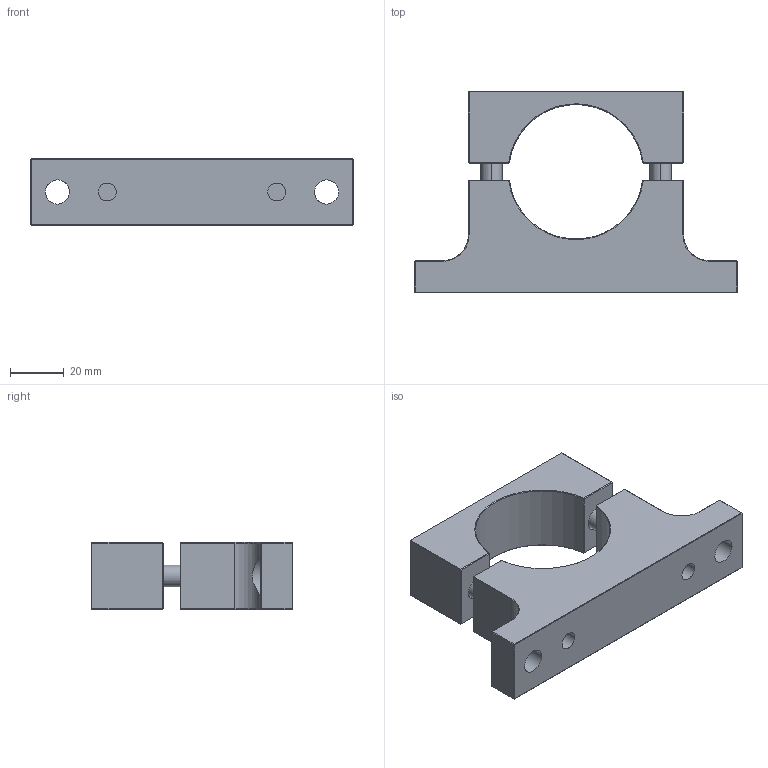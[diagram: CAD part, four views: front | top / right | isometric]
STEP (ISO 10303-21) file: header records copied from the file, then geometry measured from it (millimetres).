
FILE_DESCRIPTION (( 'STEP AP214' ), '1' );
FILE_NAME ('TMSSL-50M.step', '2017-08-09T18:02:34', ( '' ), ( '' ), 'SwSTEP 2.0', 'SolidWorks 2017', '' );
FILE_SCHEMA (( 'AUTOMOTIVE_DESIGN' ));
Length unit declared in the file: inch
Products named in the file (1): TMSSL-50M
Bounding box: 120 x 75 x 25 mm (x, y, z)
Volume: 105364.6 mm3; surface area: 29712.3 mm2
Topology: 4 solids, 4 shells, 169 faces, 357 edges, 202 vertices
Faces by surface type: plane 110, cylinder 31, cone 28
Entity records: 9434 total; most frequent: CARTESIAN_POINT 3659, ORIENTED_EDGE 714, DIRECTION 684, EDGE_CURVE 357, VECTOR 242, LINE 242, AXIS2_PLACEMENT_3D 221, VERTEX_POINT 202
